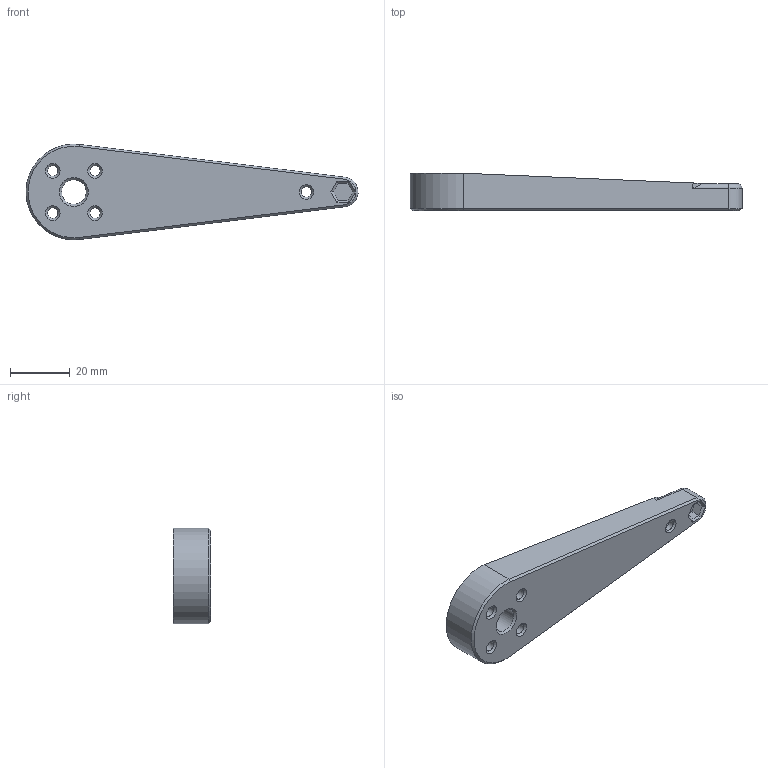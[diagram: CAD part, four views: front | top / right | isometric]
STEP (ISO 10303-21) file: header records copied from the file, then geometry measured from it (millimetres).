
FILE_DESCRIPTION(/* description */ (''),/* implementation_level */ '2;1');
FILE_NAME(/* name */ '3D0003 - Delta motor assembly - Delta arm 90mm (Traxxas 5347).stp',/* time_stamp */ '2014-11-30T09:40:18-08:00',/* author */ (''),/* organization */ (''),/* preprocessor_version */ 'ST-DEVELOPER v14.6',/* originating_system */ '',/* authorisation */ '');
FILE_SCHEMA (('AUTOMOTIVE_DESIGN { 1 2 10303 214 1 1 1 1 }'));
Length unit declared in the file: centimetre
Products named in the file (1): 1234-K789
Bounding box: 110.98 x 12.5 x 31.96 mm (x, y, z)
Volume: 15845.6 mm3; surface area: 11030.2 mm2
Topology: 1 solids, 1 shells, 82 faces, 199 edges, 127 vertices
Faces by surface type: plane 57, cylinder 16, cone 8, torus 1
Full cylindrical faces by diameter (mm): 3.5 x6, 6.5 x2, 8.25 x1
Entity records: 2307 total; most frequent: CARTESIAN_POINT 396, DIRECTION 386, ORIENTED_EDGE 360, EDGE_CURVE 180, LINE 136, VECTOR 136, AXIS2_PLACEMENT_3D 125, VERTEX_POINT 123
